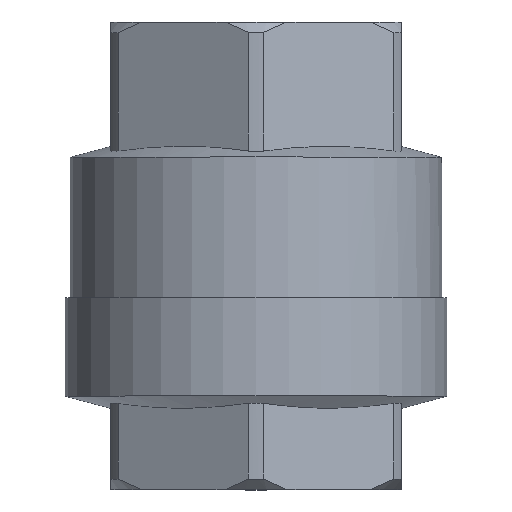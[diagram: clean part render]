
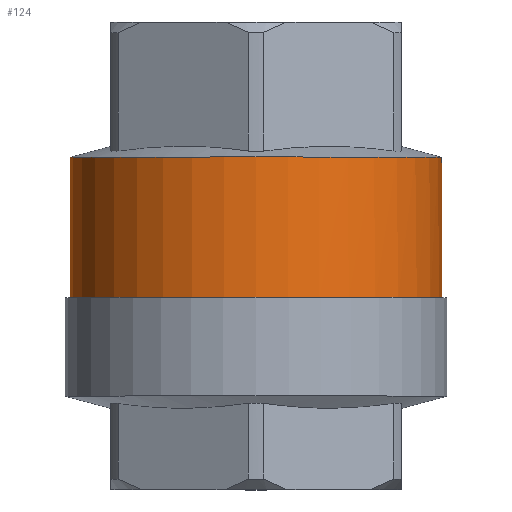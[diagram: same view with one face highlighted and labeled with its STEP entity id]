
A CAD part, top view. The second image highlights one B-rep face of the part: STEP entity #124.
In plain terms, the highlighted cylindrical face has radius 35.75 mm (diameter 71.5 mm), a full revolution.
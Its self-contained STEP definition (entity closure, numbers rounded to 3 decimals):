
#124 = ADVANCED_FACE( '', ( #270, #271 ), #272, .T. );
#270 = FACE_OUTER_BOUND( '', #441, .T. );
#271 = FACE_OUTER_BOUND( '', #442, .T. );
#272 = CYLINDRICAL_SURFACE( '', #443, 35.75 );
#441 = EDGE_LOOP( '', ( #748 ) );
#442 = EDGE_LOOP( '', ( #749 ) );
#443 = AXIS2_PLACEMENT_3D( '', #750, #751, #752 );
#748 = ORIENTED_EDGE( '', *, *, #979, .T. );
#749 = ORIENTED_EDGE( '', *, *, #1007, .F. );
#750 = CARTESIAN_POINT( '', ( 0., -60., 0. ) );
#751 = DIRECTION( '', ( 0., 1., 0. ) );
#752 = DIRECTION( '', ( 0., 0., -1. ) );
#979 = EDGE_CURVE( '', #1161, #1161, #1162, .F. );
#1007 = EDGE_CURVE( '', #1206, #1206, #1207, .T. );
#1161 = VERTEX_POINT( '', #1463 );
#1162 = CIRCLE( '', #1464, 35.75 );
#1206 = VERTEX_POINT( '', #1545 );
#1207 = CIRCLE( '', #1546, 35.75 );
#1463 = CARTESIAN_POINT( '', ( 0., 19., 35.75 ) );
#1464 = AXIS2_PLACEMENT_3D( '', #1875, #1876, #1877 );
#1545 = CARTESIAN_POINT( '', ( 0., -8., -35.75 ) );
#1546 = AXIS2_PLACEMENT_3D( '', #1899, #1900, #1901 );
#1875 = CARTESIAN_POINT( '', ( 0., 19., 0. ) );
#1876 = DIRECTION( '', ( 0., 1., 0. ) );
#1877 = DIRECTION( '', ( 0., 0., 1. ) );
#1899 = CARTESIAN_POINT( '', ( 0., -8., 0. ) );
#1900 = DIRECTION( '', ( 0., -1., 0. ) );
#1901 = DIRECTION( '', ( 0., 0., -1. ) );
